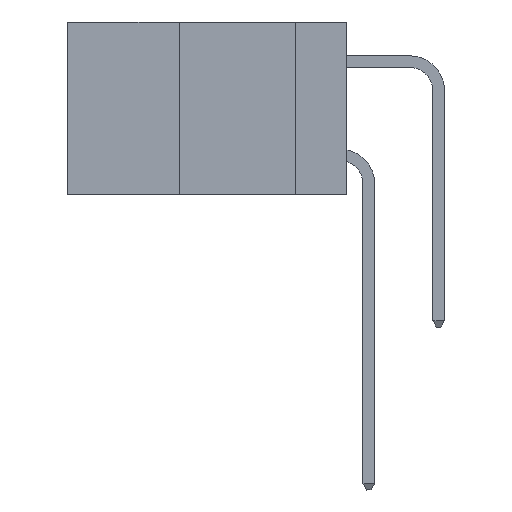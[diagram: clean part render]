
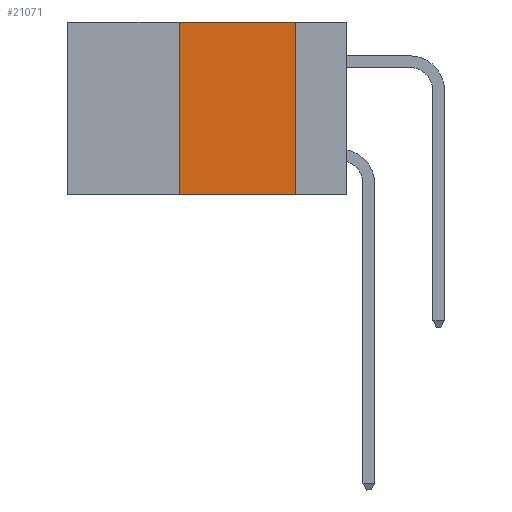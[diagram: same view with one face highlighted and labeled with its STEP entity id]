
A CAD part, left-side view. The second image highlights one B-rep face of the part: STEP entity #21071.
In plain terms, the highlighted planar face has unit normal (-1, 0, 0).
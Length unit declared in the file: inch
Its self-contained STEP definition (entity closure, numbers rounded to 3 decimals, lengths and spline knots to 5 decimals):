
#1063 = EDGE_CURVE ( 'NONE', #25191, #3235, #24036, .T. ) ;
#2512 = CARTESIAN_POINT ( 'NONE',  ( 0., 0.6, 0. ) ) ;
#2563 = DIRECTION ( 'NONE',  ( 0., -1., 0. ) ) ;
#2688 = DIRECTION ( 'NONE',  ( 0., -1., 0. ) ) ;
#3235 = VERTEX_POINT ( 'NONE', #40584 ) ;
#3997 = CARTESIAN_POINT ( 'NONE',  ( 0., 0.36, -0.37 ) ) ;
#4835 = DIRECTION ( 'NONE',  ( 0., 0., 1. ) ) ;
#6155 = VECTOR ( 'NONE', #4835, 39.37008 ) ;
#6332 = VERTEX_POINT ( 'NONE', #8452 ) ;
#8452 = CARTESIAN_POINT ( 'NONE',  ( 0., 0.11, -0.37 ) ) ;
#9945 = LINE ( 'NONE', #26048, #35517 ) ;
#12896 = VECTOR ( 'NONE', #2688, 39.37008 ) ;
#17208 = LINE ( 'NONE', #35229, #41532 ) ;
#17395 = AXIS2_PLACEMENT_3D ( 'NONE', #2512, #39233, #19447 ) ;
#19447 = DIRECTION ( 'NONE',  ( 0., 0., -1. ) ) ;
#20292 = VERTEX_POINT ( 'NONE', #25476 ) ;
#20407 = EDGE_CURVE ( 'NONE', #3235, #20292, #9945, .T. ) ;
#21071 = ADVANCED_FACE ( 'NONE', ( #28224 ), #32649, .F. ) ;
#21599 = EDGE_CURVE ( 'NONE', #20292, #6332, #17208, .T. ) ;
#23007 = EDGE_CURVE ( 'NONE', #25191, #6332, #39341, .T. ) ;
#24036 = LINE ( 'NONE', #27965, #6155 ) ;
#25191 = VERTEX_POINT ( 'NONE', #3997 ) ;
#25476 = CARTESIAN_POINT ( 'NONE',  ( 0., 0.11, 0. ) ) ;
#25582 = ORIENTED_EDGE ( 'NONE', *, *, #23007, .T. ) ;
#26048 = CARTESIAN_POINT ( 'NONE',  ( 0., 0.6, 0. ) ) ;
#27965 = CARTESIAN_POINT ( 'NONE',  ( 0., 0.36, 0. ) ) ;
#28224 = FACE_OUTER_BOUND ( 'NONE', #37321, .T. ) ;
#28238 = ORIENTED_EDGE ( 'NONE', *, *, #1063, .F. ) ;
#31895 = DIRECTION ( 'NONE',  ( 0., 0., -1. ) ) ;
#32649 = PLANE ( 'NONE',  #17395 ) ;
#35229 = CARTESIAN_POINT ( 'NONE',  ( 0., 0.11, 0. ) ) ;
#35517 = VECTOR ( 'NONE', #2563, 39.37008 ) ;
#37321 = EDGE_LOOP ( 'NONE', ( #40780, #39211, #28238, #25582 ) ) ;
#39211 = ORIENTED_EDGE ( 'NONE', *, *, #20407, .F. ) ;
#39233 = DIRECTION ( 'NONE',  ( 1., 0., 0. ) ) ;
#39341 = LINE ( 'NONE', #42603, #12896 ) ;
#40584 = CARTESIAN_POINT ( 'NONE',  ( 0., 0.36, 0. ) ) ;
#40780 = ORIENTED_EDGE ( 'NONE', *, *, #21599, .F. ) ;
#41532 = VECTOR ( 'NONE', #31895, 39.37008 ) ;
#42603 = CARTESIAN_POINT ( 'NONE',  ( 0., 0.6, -0.37 ) ) ;
